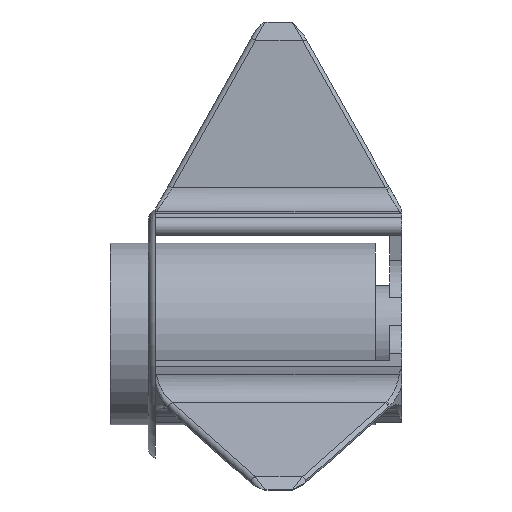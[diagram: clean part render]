
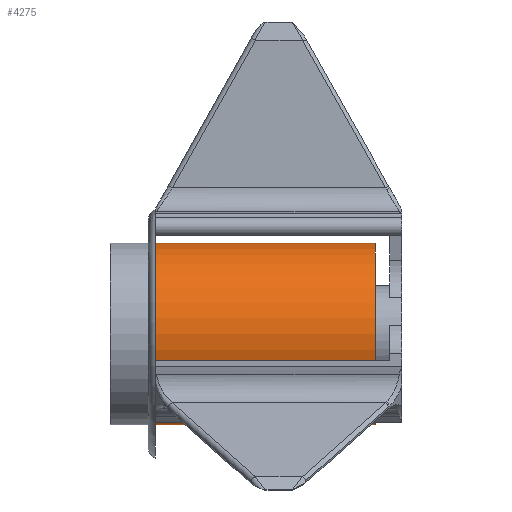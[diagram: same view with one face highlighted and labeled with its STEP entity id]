
A CAD part, left-side view. The second image highlights one B-rep face of the part: STEP entity #4275.
In plain terms, the highlighted cylindrical face has radius 37.6 mm (diameter 75.2 mm), a full revolution.
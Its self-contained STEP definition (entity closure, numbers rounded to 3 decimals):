
#216=LINE('',#6293,#551);
#551=VECTOR('',#5023,37.6);
#886=CYLINDRICAL_SURFACE('',#4541,37.6);
#1000=FACE_OUTER_BOUND('',#1245,.T.);
#1245=EDGE_LOOP('',(#2832,#2833,#2834,#2835));
#1506=CIRCLE('',#4542,37.6);
#1507=CIRCLE('',#4543,37.6);
#1714=VERTEX_POINT('',#6290);
#1715=VERTEX_POINT('',#6292);
#2154=EDGE_CURVE('',#1714,#1714,#1506,.T.);
#2155=EDGE_CURVE('',#1714,#1715,#216,.T.);
#2156=EDGE_CURVE('',#1715,#1715,#1507,.T.);
#2832=ORIENTED_EDGE('',*,*,#2154,.F.);
#2833=ORIENTED_EDGE('',*,*,#2155,.T.);
#2834=ORIENTED_EDGE('',*,*,#2156,.F.);
#2835=ORIENTED_EDGE('',*,*,#2155,.F.);
#4275=ADVANCED_FACE('',(#1000),#886,.T.);
#4541=AXIS2_PLACEMENT_3D('',#6289,#5019,#5020);
#4542=AXIS2_PLACEMENT_3D('',#6291,#5021,#5022);
#4543=AXIS2_PLACEMENT_3D('',#6294,#5024,#5025);
#5019=DIRECTION('center_axis',(0.,-1.,0.));
#5020=DIRECTION('ref_axis',(-1.,0.,0.));
#5021=DIRECTION('center_axis',(0.,1.,0.));
#5022=DIRECTION('ref_axis',(-1.,0.,0.));
#5023=DIRECTION('',(0.,-1.,0.));
#5024=DIRECTION('center_axis',(0.,-1.,0.));
#5025=DIRECTION('ref_axis',(-1.,0.,0.));
#6289=CARTESIAN_POINT('Origin',(0.,110.5,0.));
#6290=CARTESIAN_POINT('',(37.6,92.,0.));
#6291=CARTESIAN_POINT('Origin',(0.,92.,0.));
#6292=CARTESIAN_POINT('',(37.6,1.,0.));
#6293=CARTESIAN_POINT('',(37.6,110.5,0.));
#6294=CARTESIAN_POINT('Origin',(0.,1.,0.));
